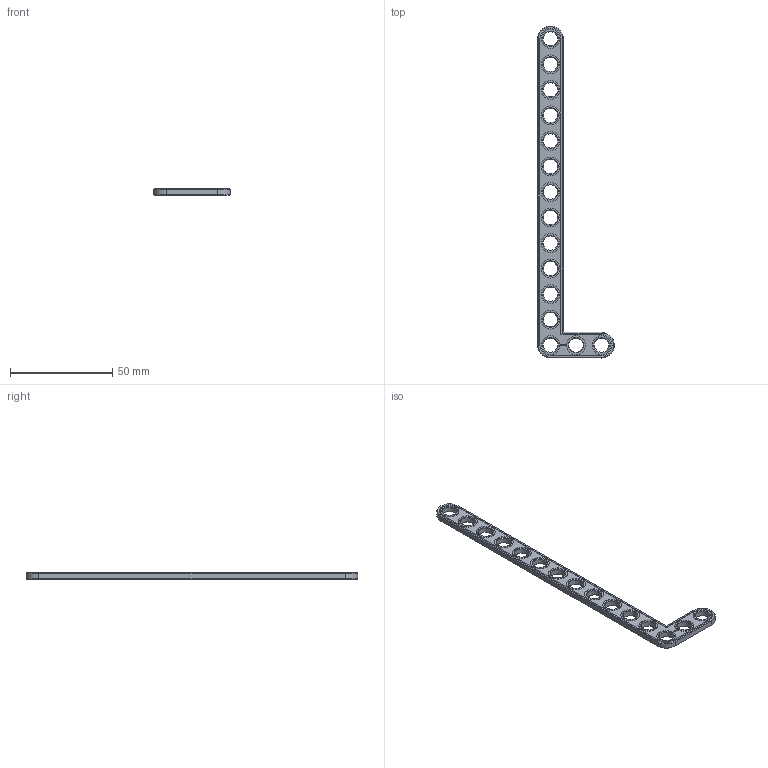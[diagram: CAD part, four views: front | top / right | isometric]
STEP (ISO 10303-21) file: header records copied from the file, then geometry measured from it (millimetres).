
FILE_DESCRIPTION(('FreeCAD Model'),'2;1');
FILE_NAME('Open CASCADE Shape Model','2022-02-08T21:21:23',( 'Paulo Kiefe'),('STEMFIE.org'),'Open CASCADE STEP processor 7.4', 'FreeCAD','Unknown');
FILE_SCHEMA(('AUTOMOTIVE_DESIGN { 1 0 10303 214 1 1 1 1 }'));
Length unit declared in the file: millimetre
Products named in the file (1): Brace_AGD_90_ASYM_ERR_BU03x13x01x00.25_-_SPN-BRC-1027_(stemfie.org)
Bounding box: 37.5 x 162.5 x 3.12 mm (x, y, z)
Volume: 5147.4 mm3; surface area: 5603.3 mm2
Topology: 1 solids, 1 shells, 582 faces, 1552 edges, 1020 vertices
Faces by surface type: plane 350, extrusion 160, cone 36, cylinder 36
Full cylindrical faces by diameter (mm): 7 x15, 9.2 x15
Entity records: 39385 total; most frequent: CARTESIAN_POINT 9289, DIRECTION 4940, VECTOR 3821, LINE 3661, ORIENTED_EDGE 3104, PCURVE 3104, DEFINITIONAL_REPRESENTATION 3104, EDGE_CURVE 1552
